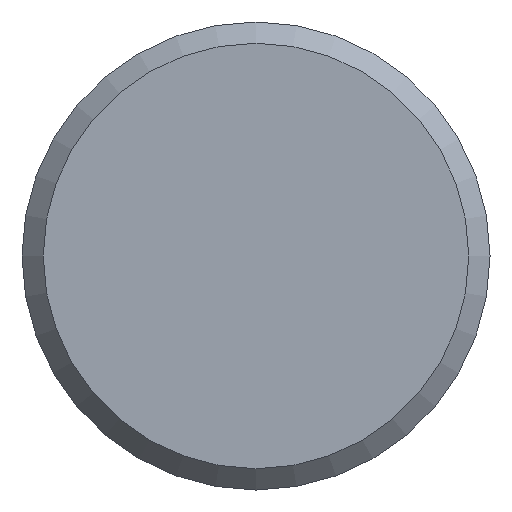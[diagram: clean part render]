
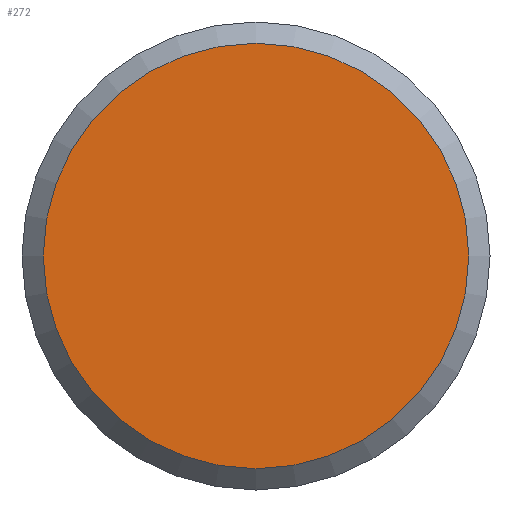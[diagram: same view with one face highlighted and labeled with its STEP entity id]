
A CAD part, front view. The second image highlights one B-rep face of the part: STEP entity #272.
In plain terms, the highlighted planar face has unit normal (0, -1, 0).
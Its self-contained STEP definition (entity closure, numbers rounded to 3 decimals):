
#29=PLANE('',#315);
#35=FACE_OUTER_BOUND('',#53,.T.);
#53=EDGE_LOOP('',(#185));
#94=CIRCLE('',#316,10.);
#117=VERTEX_POINT('',#456);
#144=EDGE_CURVE('',#117,#117,#94,.T.);
#185=ORIENTED_EDGE('',*,*,#144,.F.);
#272=ADVANCED_FACE('',(#35),#29,.T.);
#315=AXIS2_PLACEMENT_3D('',#455,#368,#369);
#316=AXIS2_PLACEMENT_3D('',#457,#370,#371);
#368=DIRECTION('center_axis',(0.,-1.,0.));
#369=DIRECTION('ref_axis',(0.,0.,-1.));
#370=DIRECTION('center_axis',(0.,1.,0.));
#371=DIRECTION('ref_axis',(-1.,0.,0.));
#455=CARTESIAN_POINT('Origin',(5.5,0.,0.));
#456=CARTESIAN_POINT('',(10.,0.,0.));
#457=CARTESIAN_POINT('Origin',(0.,0.,
0.));
